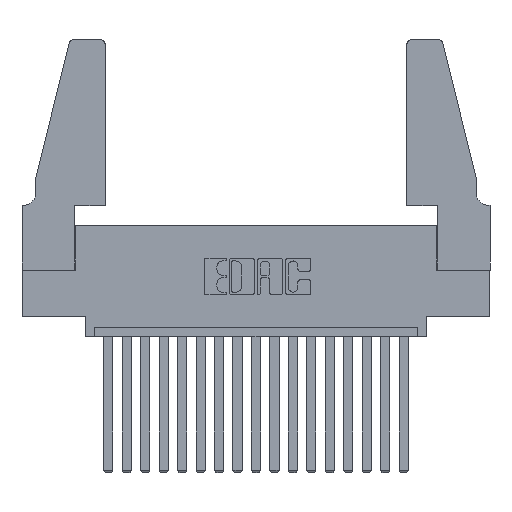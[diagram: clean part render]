
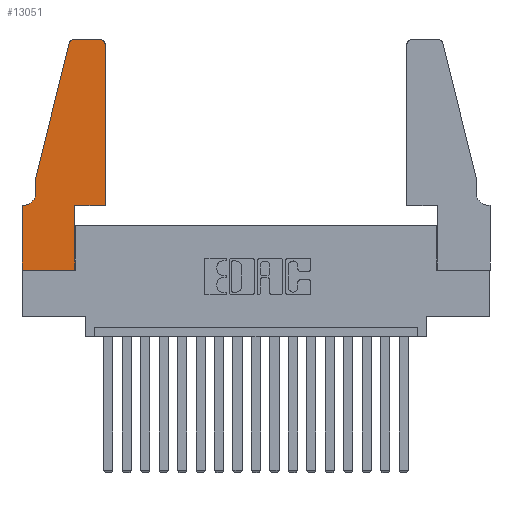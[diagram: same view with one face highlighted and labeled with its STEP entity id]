
A CAD part, top view. The second image highlights one B-rep face of the part: STEP entity #13051.
In plain terms, the highlighted planar face has unit normal (0, 0, 1).
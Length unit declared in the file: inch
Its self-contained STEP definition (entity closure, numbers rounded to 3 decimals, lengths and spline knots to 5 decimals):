
#414 = VERTEX_POINT ( 'NONE', #4879 ) ;
#575 = ORIENTED_EDGE ( 'NONE', *, *, #8656, .T. ) ;
#617 = VERTEX_POINT ( 'NONE', #5432 ) ;
#625 = DIRECTION ( 'NONE',  ( 1., 0., 0. ) ) ;
#771 = EDGE_CURVE ( 'NONE', #11494, #1038, #14221, .T. ) ;
#911 = VERTEX_POINT ( 'NONE', #12472 ) ;
#1038 = VERTEX_POINT ( 'NONE', #14484 ) ;
#1161 = LINE ( 'NONE', #10685, #11512 ) ;
#1380 = EDGE_CURVE ( 'NONE', #617, #11264, #15299, .T. ) ;
#1579 = LINE ( 'NONE', #17277, #15265 ) ;
#1634 = CARTESIAN_POINT ( 'NONE',  ( 0.0055, 0.42, 0.37 ) ) ;
#1832 = VECTOR ( 'NONE', #6262, 39.37008 ) ;
#1925 = CIRCLE ( 'NONE', #9647, 0.03 ) ;
#2573 = VERTEX_POINT ( 'NONE', #3912 ) ;
#2684 = CARTESIAN_POINT ( 'NONE',  ( 0.4505, 0.35, 0.37 ) ) ;
#2825 = EDGE_CURVE ( 'NONE', #8943, #2836, #1579, .T. ) ;
#2836 = VERTEX_POINT ( 'NONE', #15800 ) ;
#3459 = VECTOR ( 'NONE', #18097, 39.37008 ) ;
#3520 = CARTESIAN_POINT ( 'NONE',  ( 0.0755, 0.5, 0.37 ) ) ;
#3693 = DIRECTION ( 'NONE',  ( 1., 0., 0. ) ) ;
#3843 = FACE_OUTER_BOUND ( 'NONE', #8271, .T. ) ;
#3912 = CARTESIAN_POINT ( 'NONE',  ( 0.4505, 1.22, 0.37 ) ) ;
#4206 = AXIS2_PLACEMENT_3D ( 'NONE', #14519, #11836, #625 ) ;
#4675 = DIRECTION ( 'NONE',  ( 0., 0., 1. ) ) ;
#4752 = PLANE ( 'NONE',  #4206 ) ;
#4761 = LINE ( 'NONE', #15463, #3459 ) ;
#4879 = CARTESIAN_POINT ( 'NONE',  ( 0.25487, 1.22718, 0.37 ) ) ;
#5294 = CIRCLE ( 'NONE', #8508, 0.03 ) ;
#5400 = ORIENTED_EDGE ( 'NONE', *, *, #18268, .T. ) ;
#5432 = CARTESIAN_POINT ( 'NONE',  ( 0.0055, 0.35, 0.37 ) ) ;
#5486 = AXIS2_PLACEMENT_3D ( 'NONE', #1634, #5887, #7131 ) ;
#5722 = ORIENTED_EDGE ( 'NONE', *, *, #771, .T. ) ;
#5887 = DIRECTION ( 'NONE',  ( 0., 0., -1. ) ) ;
#6086 = DIRECTION ( 'NONE',  ( 1., 0., 0. ) ) ;
#6262 = DIRECTION ( 'NONE',  ( -1., 0., 0. ) ) ;
#6321 = CARTESIAN_POINT ( 'NONE',  ( 0.4505, 0.35, 0.37 ) ) ;
#6920 = VERTEX_POINT ( 'NONE', #14683 ) ;
#6946 = CARTESIAN_POINT ( 'NONE',  ( 0.284, 1.22, 0.37 ) ) ;
#6995 = LINE ( 'NONE', #7802, #14721 ) ;
#7131 = DIRECTION ( 'NONE',  ( -1., 0., 0. ) ) ;
#7350 = DIRECTION ( 'NONE',  ( -1., 0., 0. ) ) ;
#7463 = CARTESIAN_POINT ( 'NONE',  ( 0.4205, 1.22, 0.37 ) ) ;
#7595 = CARTESIAN_POINT ( 'NONE',  ( 0., 0.35, 0.37 ) ) ;
#7802 = CARTESIAN_POINT ( 'NONE',  ( 0.2865, 0.35, 0.37 ) ) ;
#8271 = EDGE_LOOP ( 'NONE', ( #13287, #16611, #18206, #5722, #10116, #13948, #13501, #11031, #575, #9177, #9672, #5400 ) ) ;
#8508 = AXIS2_PLACEMENT_3D ( 'NONE', #7463, #4675, #16024 ) ;
#8656 = EDGE_CURVE ( 'NONE', #6920, #15978, #6995, .T. ) ;
#8721 = EDGE_CURVE ( 'NONE', #15978, #11563, #16265, .T. ) ;
#8875 = EDGE_CURVE ( 'NONE', #2836, #414, #1925, .T. ) ;
#8943 = VERTEX_POINT ( 'NONE', #17433 ) ;
#9177 = ORIENTED_EDGE ( 'NONE', *, *, #8721, .T. ) ;
#9335 = EDGE_CURVE ( 'NONE', #11264, #911, #4761, .T. ) ;
#9388 = DIRECTION ( 'NONE',  ( 0., 1., 0. ) ) ;
#9422 = VECTOR ( 'NONE', #12269, 39.37008 ) ;
#9647 = AXIS2_PLACEMENT_3D ( 'NONE', #6946, #16834, #6086 ) ;
#9662 = CARTESIAN_POINT ( 'NONE',  ( 0.4505, 0.35, 0.37 ) ) ;
#9672 = ORIENTED_EDGE ( 'NONE', *, *, #15981, .T. ) ;
#9731 = VECTOR ( 'NONE', #10343, 39.37008 ) ;
#10116 = ORIENTED_EDGE ( 'NONE', *, *, #12688, .T. ) ;
#10183 = DIRECTION ( 'NONE',  ( 0., -1., 0. ) ) ;
#10343 = DIRECTION ( 'NONE',  ( -0.239, -0.971, 0. ) ) ;
#10447 = CARTESIAN_POINT ( 'NONE',  ( 0.2865, 0.35, 0.37 ) ) ;
#10685 = CARTESIAN_POINT ( 'NONE',  ( 0., 0., 0.37 ) ) ;
#11008 = LINE ( 'NONE', #6321, #17231 ) ;
#11031 = ORIENTED_EDGE ( 'NONE', *, *, #13833, .T. ) ;
#11264 = VERTEX_POINT ( 'NONE', #7595 ) ;
#11322 = VECTOR ( 'NONE', #10183, 39.37008 ) ;
#11494 = VERTEX_POINT ( 'NONE', #15085 ) ;
#11512 = VECTOR ( 'NONE', #3693, 39.37008 ) ;
#11563 = VERTEX_POINT ( 'NONE', #9662 ) ;
#11836 = DIRECTION ( 'NONE',  ( 0., 0., 1. ) ) ;
#12269 = DIRECTION ( 'NONE',  ( 1., 0., 0. ) ) ;
#12472 = CARTESIAN_POINT ( 'NONE',  ( 0., 0., 0.37 ) ) ;
#12688 = EDGE_CURVE ( 'NONE', #1038, #617, #16656, .T. ) ;
#13051 = ADVANCED_FACE ( 'NONE', ( #3843 ), #4752, .T. ) ;
#13072 = CARTESIAN_POINT ( 'NONE',  ( 0.0755, 0.35, 0.37 ) ) ;
#13151 = CARTESIAN_POINT ( 'NONE',  ( 0.0755, 0.5, 0.37 ) ) ;
#13287 = ORIENTED_EDGE ( 'NONE', *, *, #2825, .T. ) ;
#13425 = LINE ( 'NONE', #3520, #9731 ) ;
#13501 = ORIENTED_EDGE ( 'NONE', *, *, #9335, .T. ) ;
#13833 = EDGE_CURVE ( 'NONE', #911, #6920, #1161, .T. ) ;
#13948 = ORIENTED_EDGE ( 'NONE', *, *, #1380, .T. ) ;
#14221 = LINE ( 'NONE', #13151, #11322 ) ;
#14484 = CARTESIAN_POINT ( 'NONE',  ( 0.0755, 0.42, 0.37 ) ) ;
#14519 = CARTESIAN_POINT ( 'NONE',  ( 0., 0.35, 0.37 ) ) ;
#14683 = CARTESIAN_POINT ( 'NONE',  ( 0.2865, 0., 0.37 ) ) ;
#14721 = VECTOR ( 'NONE', #9388, 39.37008 ) ;
#15085 = CARTESIAN_POINT ( 'NONE',  ( 0.0755, 0.5, 0.37 ) ) ;
#15265 = VECTOR ( 'NONE', #7350, 39.37008 ) ;
#15299 = LINE ( 'NONE', #13072, #1832 ) ;
#15370 = EDGE_CURVE ( 'NONE', #414, #11494, #13425, .T. ) ;
#15463 = CARTESIAN_POINT ( 'NONE',  ( 0., 0., 0.37 ) ) ;
#15800 = CARTESIAN_POINT ( 'NONE',  ( 0.284, 1.25, 0.37 ) ) ;
#15978 = VERTEX_POINT ( 'NONE', #10447 ) ;
#15981 = EDGE_CURVE ( 'NONE', #11563, #2573, #11008, .T. ) ;
#16024 = DIRECTION ( 'NONE',  ( 1., 0., 0. ) ) ;
#16126 = DIRECTION ( 'NONE',  ( 0., 1., 0. ) ) ;
#16265 = LINE ( 'NONE', #2684, #9422 ) ;
#16611 = ORIENTED_EDGE ( 'NONE', *, *, #8875, .T. ) ;
#16656 = CIRCLE ( 'NONE', #5486, 0.07 ) ;
#16834 = DIRECTION ( 'NONE',  ( 0., 0., 1. ) ) ;
#17231 = VECTOR ( 'NONE', #16126, 39.37008 ) ;
#17277 = CARTESIAN_POINT ( 'NONE',  ( 0.2605, 1.25, 0.37 ) ) ;
#17433 = CARTESIAN_POINT ( 'NONE',  ( 0.4205, 1.25, 0.37 ) ) ;
#18097 = DIRECTION ( 'NONE',  ( 0., -1., 0. ) ) ;
#18206 = ORIENTED_EDGE ( 'NONE', *, *, #15370, .T. ) ;
#18268 = EDGE_CURVE ( 'NONE', #2573, #8943, #5294, .T. ) ;
